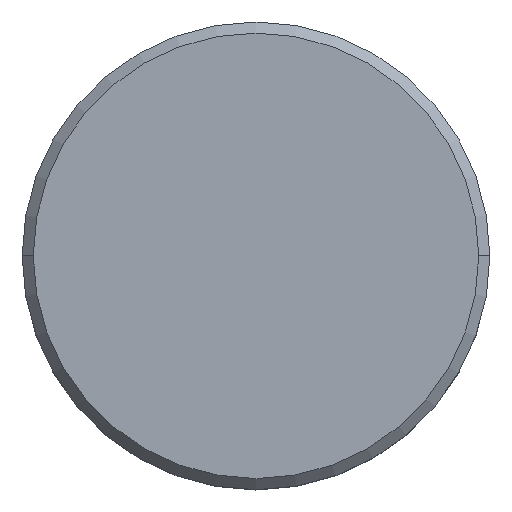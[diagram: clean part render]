
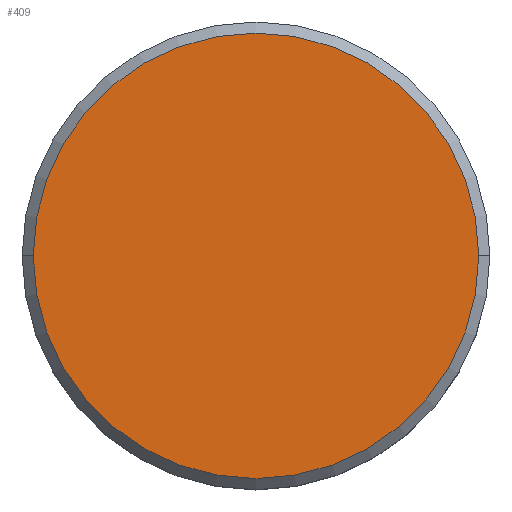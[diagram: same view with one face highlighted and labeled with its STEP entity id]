
A CAD part, top view. The second image highlights one B-rep face of the part: STEP entity #409.
In plain terms, the highlighted planar face has unit normal (0, 0, 1).
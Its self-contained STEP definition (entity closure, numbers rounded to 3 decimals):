
#39 = DIRECTION ( 'NONE',  ( 0., 0., 1. ) ) ;
#73 = PLANE ( 'NONE',  #519 ) ;
#89 = FACE_OUTER_BOUND ( 'NONE', #521, .T. ) ;
#135 = DIRECTION ( 'NONE',  ( 0., 0., 1. ) ) ;
#141 = DIRECTION ( 'NONE',  ( 0., 0., 1. ) ) ;
#145 = CARTESIAN_POINT ( 'NONE',  ( 0., 0., 0. ) ) ;
#149 = AXIS2_PLACEMENT_3D ( 'NONE', #145, #141, #229 ) ;
#154 = ORIENTED_EDGE ( 'NONE', *, *, #185, .T. ) ;
#185 = EDGE_CURVE ( 'NONE', #275, #220, #296, .T. ) ;
#220 = VERTEX_POINT ( 'NONE', #599 ) ;
#229 = DIRECTION ( 'NONE',  ( 1., 0., 0. ) ) ;
#265 = CARTESIAN_POINT ( 'NONE',  ( 0., 0., 0. ) ) ;
#275 = VERTEX_POINT ( 'NONE', #472 ) ;
#296 = CIRCLE ( 'NONE', #528, 10. ) ;
#325 = DIRECTION ( 'NONE',  ( 1., 0., 0. ) ) ;
#334 = CIRCLE ( 'NONE', #149, 10. ) ;
#360 = CARTESIAN_POINT ( 'NONE',  ( 0., 0., 0. ) ) ;
#380 = ORIENTED_EDGE ( 'NONE', *, *, #494, .T. ) ;
#409 = ADVANCED_FACE ( 'NONE', ( #89 ), #73, .T. ) ;
#452 = DIRECTION ( 'NONE',  ( 1., 0., 0. ) ) ;
#472 = CARTESIAN_POINT ( 'NONE',  ( 10., 0., 0. ) ) ;
#494 = EDGE_CURVE ( 'NONE', #220, #275, #334, .T. ) ;
#519 = AXIS2_PLACEMENT_3D ( 'NONE', #265, #39, #452 ) ;
#521 = EDGE_LOOP ( 'NONE', ( #380, #154 ) ) ;
#528 = AXIS2_PLACEMENT_3D ( 'NONE', #360, #135, #325 ) ;
#599 = CARTESIAN_POINT ( 'NONE',  ( -10., 0., 0. ) ) ;
